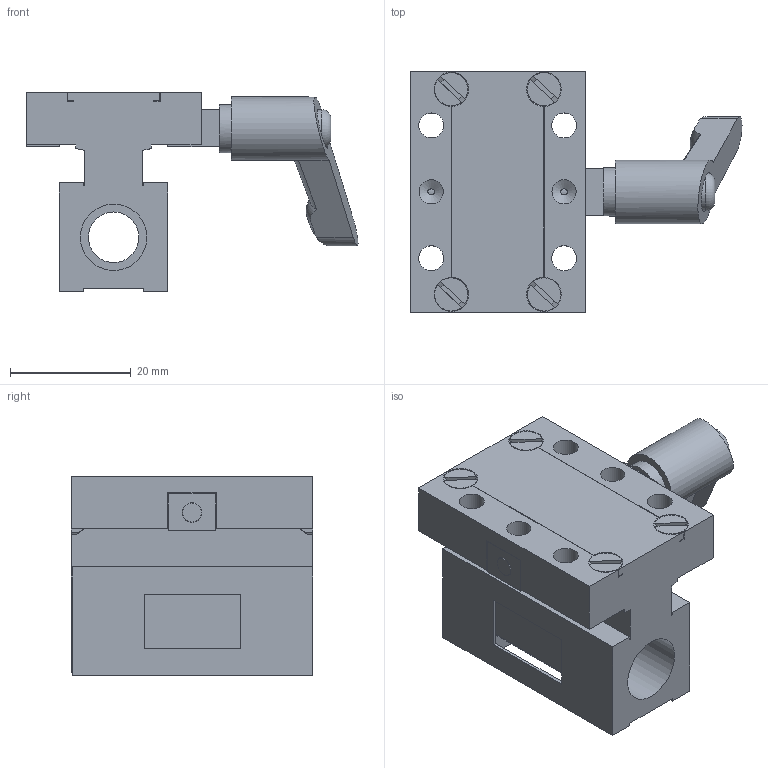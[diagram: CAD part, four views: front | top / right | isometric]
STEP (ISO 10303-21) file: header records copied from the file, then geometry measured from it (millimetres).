
FILE_DESCRIPTION(/* description */ ('Unknown'),/* implementation_level */ '2;1');
FILE_NAME(/* name */ 'A-0000172-Schlitten30-40lg-Klem',/* time_stamp */ '2020-04-02T14:35:56+02:00',/* author */ ('Unknown'),/* organization */ ('Unknown'),/* preprocessor_version */ 'ST-DEVELOPER v16.7',/* originating_system */ 'Solid Edge',/* authorisation */ 'Unknown');
FILE_SCHEMA (('AUTOMOTIVE_DESIGN {1 0 10303 214 3 1 1}'));
Length unit declared in the file: millimetre
Products named in the file (1): A-0000172-Schlitten30-40lg-Klem-dy
Bounding box: 55 x 40 x 33 mm (x, y, z)
Volume: 21914.6 mm3; surface area: 11917 mm2
Topology: 1 solids, 5 shells, 271 faces, 764 edges, 503 vertices
Faces by surface type: plane 170, cylinder 68, cone 30, torus 3
Full cylindrical faces by diameter (mm): 3.242 x1, 4 x5, 4.134 x4, 4.5 x1, 6.3 x1, 6.5 x1, 8 x1, 8.376 x1, 10.5 x1, 11 x2
Entity records: 10485 total; most frequent: CARTESIAN_POINT 1785, ORIENTED_EDGE 1426, DIRECTION 1341, EDGE_CURVE 713, VERTEX_POINT 482, LINE 463, VECTOR 463, AXIS2_PLACEMENT_3D 439
